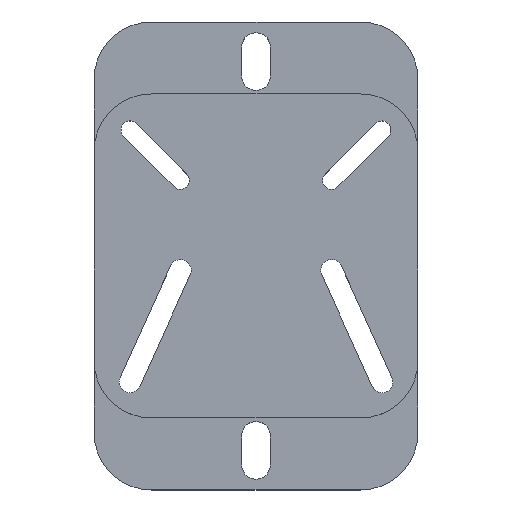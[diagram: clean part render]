
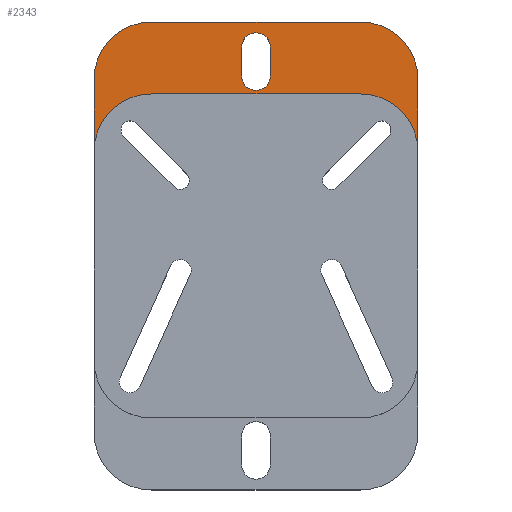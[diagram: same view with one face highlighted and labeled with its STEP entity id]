
A CAD part, top view. The second image highlights one B-rep face of the part: STEP entity #2343.
In plain terms, the highlighted planar face has unit normal (0, 0, 1).
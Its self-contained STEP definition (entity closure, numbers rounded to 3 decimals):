
#43 = LINE ( 'NONE', #1851, #1138 ) ;
#45 = CARTESIAN_POINT ( 'NONE',  ( 22.5, 19.5, 4. ) ) ;
#48 = VERTEX_POINT ( 'NONE', #169 ) ;
#66 = AXIS2_PLACEMENT_3D ( 'NONE', #1272, #753, #767 ) ;
#86 = CARTESIAN_POINT ( 'NONE',  ( 0., 27.5, 4. ) ) ;
#105 = LINE ( 'NONE', #2285, #1903 ) ;
#119 = LINE ( 'NONE', #1904, #2184 ) ;
#122 = CARTESIAN_POINT ( 'NONE',  ( 0., 24., 4. ) ) ;
#137 = EDGE_CURVE ( 'NONE', #1461, #566, #1963, .T. ) ;
#169 = CARTESIAN_POINT ( 'NONE',  ( 22.5, 9.5, 4. ) ) ;
#179 = AXIS2_PLACEMENT_3D ( 'NONE', #122, #1940, #1045 ) ;
#205 = VERTEX_POINT ( 'NONE', #2244 ) ;
#230 = AXIS2_PLACEMENT_3D ( 'NONE', #774, #930, #1848 ) ;
#252 = VERTEX_POINT ( 'NONE', #1135 ) ;
#298 = VECTOR ( 'NONE', #340, 1000. ) ;
#299 = CARTESIAN_POINT ( 'NONE',  ( -14.5, 9.5, 4. ) ) ;
#311 = CARTESIAN_POINT ( 'NONE',  ( -14.5, 17.5, 4. ) ) ;
#316 = EDGE_CURVE ( 'NONE', #430, #2226, #1591, .T. ) ;
#340 = DIRECTION ( 'NONE',  ( 0., -1., 0. ) ) ;
#355 = CARTESIAN_POINT ( 'NONE',  ( 0., 0., 4. ) ) ;
#385 = DIRECTION ( 'NONE',  ( 1., 0., 0. ) ) ;
#430 = VERTEX_POINT ( 'NONE', #1757 ) ;
#449 = EDGE_CURVE ( 'NONE', #1035, #1461, #1847, .T. ) ;
#474 = DIRECTION ( 'NONE',  ( 1., 0., 0. ) ) ;
#481 = CARTESIAN_POINT ( 'NONE',  ( -14.5, 19.5, 4. ) ) ;
#531 = PLANE ( 'NONE',  #1823 ) ;
#566 = VERTEX_POINT ( 'NONE', #1251 ) ;
#588 = ORIENTED_EDGE ( 'NONE', *, *, #2290, .F. ) ;
#590 = DIRECTION ( 'NONE',  ( 0., 0., 1. ) ) ;
#597 = CARTESIAN_POINT ( 'NONE',  ( 0., 17.5, 4. ) ) ;
#723 = VERTEX_POINT ( 'NONE', #45 ) ;
#724 = DIRECTION ( 'NONE',  ( 1., 0., 0. ) ) ;
#726 = EDGE_CURVE ( 'NONE', #566, #2023, #2149, .T. ) ;
#753 = DIRECTION ( 'NONE',  ( 0., 0., -1. ) ) ;
#761 = LINE ( 'NONE', #597, #1819 ) ;
#767 = DIRECTION ( 'NONE',  ( 1., 0., 0. ) ) ;
#774 = CARTESIAN_POINT ( 'NONE',  ( 14.5, 19.5, 4. ) ) ;
#799 = EDGE_CURVE ( 'NONE', #1273, #430, #1892, .T. ) ;
#804 = VERTEX_POINT ( 'NONE', #311 ) ;
#837 = DIRECTION ( 'NONE',  ( 0., -1., 0. ) ) ;
#860 = DIRECTION ( 'NONE',  ( 0., 0., 1. ) ) ;
#869 = EDGE_CURVE ( 'NONE', #205, #804, #1893, .T. ) ;
#891 = FACE_OUTER_BOUND ( 'NONE', #1363, .T. ) ;
#928 = ORIENTED_EDGE ( 'NONE', *, *, #449, .F. ) ;
#930 = DIRECTION ( 'NONE',  ( 0., 0., 1. ) ) ;
#955 = CARTESIAN_POINT ( 'NONE',  ( 2., 24., 4. ) ) ;
#999 = DIRECTION ( 'NONE',  ( 1., 0., 0. ) ) ;
#1035 = VERTEX_POINT ( 'NONE', #955 ) ;
#1045 = DIRECTION ( 'NONE',  ( 1., 0., 0. ) ) ;
#1069 = CIRCLE ( 'NONE', #230, 8. ) ;
#1084 = DIRECTION ( 'NONE',  ( 0., 0., 1. ) ) ;
#1135 = CARTESIAN_POINT ( 'NONE',  ( 14.5, 17.5, 4. ) ) ;
#1138 = VECTOR ( 'NONE', #1539, 1000. ) ;
#1165 = CARTESIAN_POINT ( 'NONE',  ( -22.5, 19.5, 4. ) ) ;
#1168 = DIRECTION ( 'NONE',  ( 0., 0., -1. ) ) ;
#1251 = CARTESIAN_POINT ( 'NONE',  ( -2., 20., 4. ) ) ;
#1272 = CARTESIAN_POINT ( 'NONE',  ( 14.5, 9.5, 4. ) ) ;
#1273 = VERTEX_POINT ( 'NONE', #1529 ) ;
#1277 = CARTESIAN_POINT ( 'NONE',  ( -2., 24., 4. ) ) ;
#1306 = EDGE_CURVE ( 'NONE', #1035, #2023, #119, .T. ) ;
#1328 = AXIS2_PLACEMENT_3D ( 'NONE', #481, #860, #474 ) ;
#1342 = ORIENTED_EDGE ( 'NONE', *, *, #1996, .F. ) ;
#1363 = EDGE_LOOP ( 'NONE', ( #1871, #1509, #588, #1978, #1342, #1683, #2190, #1939 ) ) ;
#1418 = FACE_BOUND ( 'NONE', #2051, .T. ) ;
#1441 = AXIS2_PLACEMENT_3D ( 'NONE', #2011, #590, #385 ) ;
#1461 = VERTEX_POINT ( 'NONE', #1277 ) ;
#1509 = ORIENTED_EDGE ( 'NONE', *, *, #316, .T. ) ;
#1529 = CARTESIAN_POINT ( 'NONE',  ( 14.5, 27.5, 4. ) ) ;
#1539 = DIRECTION ( 'NONE',  ( 0., 1., 0. ) ) ;
#1552 = DIRECTION ( 'NONE',  ( -1., 0., 0. ) ) ;
#1591 = CIRCLE ( 'NONE', #1328, 8. ) ;
#1631 = AXIS2_PLACEMENT_3D ( 'NONE', #299, #1168, #999 ) ;
#1683 = ORIENTED_EDGE ( 'NONE', *, *, #2195, .T. ) ;
#1735 = EDGE_CURVE ( 'NONE', #48, #723, #43, .T. ) ;
#1757 = CARTESIAN_POINT ( 'NONE',  ( -14.5, 27.5, 4. ) ) ;
#1819 = VECTOR ( 'NONE', #2007, 1000. ) ;
#1823 = AXIS2_PLACEMENT_3D ( 'NONE', #355, #1084, #724 ) ;
#1847 = CIRCLE ( 'NONE', #179, 2. ) ;
#1848 = DIRECTION ( 'NONE',  ( 1., 0., 0. ) ) ;
#1851 = CARTESIAN_POINT ( 'NONE',  ( 22.5, 0., 4. ) ) ;
#1871 = ORIENTED_EDGE ( 'NONE', *, *, #799, .T. ) ;
#1892 = LINE ( 'NONE', #86, #1928 ) ;
#1893 = CIRCLE ( 'NONE', #1631, 8. ) ;
#1903 = VECTOR ( 'NONE', #1944, 1000. ) ;
#1904 = CARTESIAN_POINT ( 'NONE',  ( 2., 0., 4. ) ) ;
#1928 = VECTOR ( 'NONE', #1552, 1000. ) ;
#1939 = ORIENTED_EDGE ( 'NONE', *, *, #1989, .T. ) ;
#1940 = DIRECTION ( 'NONE',  ( 0., 0., 1. ) ) ;
#1944 = DIRECTION ( 'NONE',  ( 0., 1., 0. ) ) ;
#1963 = LINE ( 'NONE', #2178, #298 ) ;
#1966 = ORIENTED_EDGE ( 'NONE', *, *, #726, .F. ) ;
#1978 = ORIENTED_EDGE ( 'NONE', *, *, #869, .T. ) ;
#1989 = EDGE_CURVE ( 'NONE', #723, #1273, #1069, .T. ) ;
#1996 = EDGE_CURVE ( 'NONE', #252, #804, #761, .T. ) ;
#2005 = CIRCLE ( 'NONE', #66, 8. ) ;
#2007 = DIRECTION ( 'NONE',  ( -1., 0., 0. ) ) ;
#2011 = CARTESIAN_POINT ( 'NONE',  ( 0., 20., 4. ) ) ;
#2023 = VERTEX_POINT ( 'NONE', #2027 ) ;
#2027 = CARTESIAN_POINT ( 'NONE',  ( 2., 20., 4. ) ) ;
#2051 = EDGE_LOOP ( 'NONE', ( #1966, #2115, #928, #2258 ) ) ;
#2115 = ORIENTED_EDGE ( 'NONE', *, *, #137, .F. ) ;
#2149 = CIRCLE ( 'NONE', #1441, 2. ) ;
#2178 = CARTESIAN_POINT ( 'NONE',  ( -2., 0., 4. ) ) ;
#2184 = VECTOR ( 'NONE', #837, 1000. ) ;
#2190 = ORIENTED_EDGE ( 'NONE', *, *, #1735, .T. ) ;
#2195 = EDGE_CURVE ( 'NONE', #252, #48, #2005, .T. ) ;
#2226 = VERTEX_POINT ( 'NONE', #1165 ) ;
#2244 = CARTESIAN_POINT ( 'NONE',  ( -22.5, 9.5, 4. ) ) ;
#2258 = ORIENTED_EDGE ( 'NONE', *, *, #1306, .T. ) ;
#2285 = CARTESIAN_POINT ( 'NONE',  ( -22.5, 0., 4. ) ) ;
#2290 = EDGE_CURVE ( 'NONE', #205, #2226, #105, .T. ) ;
#2343 = ADVANCED_FACE ( 'NONE', ( #1418, #891 ), #531, .T. ) ;
